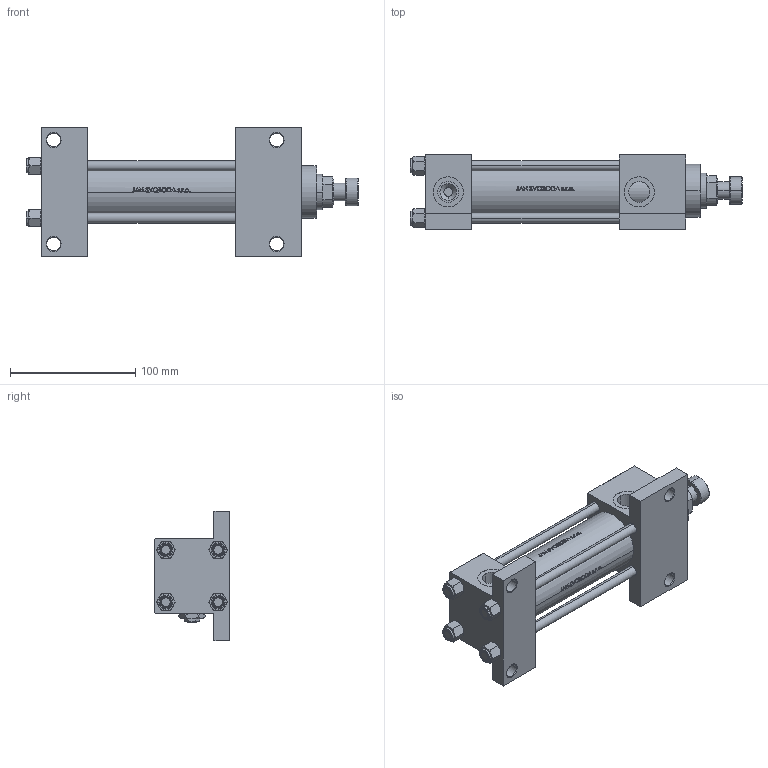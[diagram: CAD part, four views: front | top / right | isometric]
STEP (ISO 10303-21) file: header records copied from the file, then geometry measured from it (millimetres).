
FILE_DESCRIPTION (( 'STEP AP203' ), '1' );
FILE_NAME ('b3f6.STEP', '2023-01-17T18:41:33', ( '' ), ( '' ), 'SwSTEP 2.0', 'SolidWorks 2019', '' );
FILE_SCHEMA (( 'CONFIG_CONTROL_DESIGN' ));
Length unit declared in the file: millimetre
Products named in the file (8): V215_VC_A ae59810c6e3a5c413e1ccb5d9ee24641; V215CR_ROD_END_W ae59810c6e3a5c413e1ccb5d9ee24641; b3f6; V215CR_VCP_G ae59810c6e3a5c413e1ccb5d9ee24641; NUT_M5_G ae59810c6e3a5c413e1ccb5d9ee24641; V215CR_G_Body ae59810c6e3a5c413e1ccb5d9ee24641; Zatka_pro_OIL_PORT ae59810c6e3a5c413e1ccb5d9ee24641; V215CR_G_TYCINKA ae59810c6e3a5c413e1ccb5d9ee24641
Assembly tree (14 placements, depth 2):
  b3f6
    V215CR_G_Body ae59810c6e3a5c413e1ccb5d9ee24641
    V215CR_VCP_G ae59810c6e3a5c413e1ccb5d9ee24641
    V215CR_G_TYCINKA ae59810c6e3a5c413e1ccb5d9ee24641  x4
    NUT_M5_G ae59810c6e3a5c413e1ccb5d9ee24641  x4
    V215_VC_A ae59810c6e3a5c413e1ccb5d9ee24641
    V215CR_ROD_END_W ae59810c6e3a5c413e1ccb5d9ee24641
    Zatka_pro_OIL_PORT ae59810c6e3a5c413e1ccb5d9ee24641  x2
Bounding box: 265 x 60 x 103 mm (x, y, z)
Volume: 546849.3 mm3; surface area: 153025 mm2
Topology: 14 solids, 14 shells, 1198 faces, 3008 edges, 1925 vertices
Faces by surface type: plane 482, bspline 380, cone 188, cylinder 136, torus 12
Entity records: 50030 total; most frequent: CARTESIAN_POINT 26667, ORIENTED_EDGE 5316, DIRECTION 3358, EDGE_CURVE 2658, VERTEX_POINT 1723, VECTOR 1346, LINE 1346, EDGE_LOOP 1145
